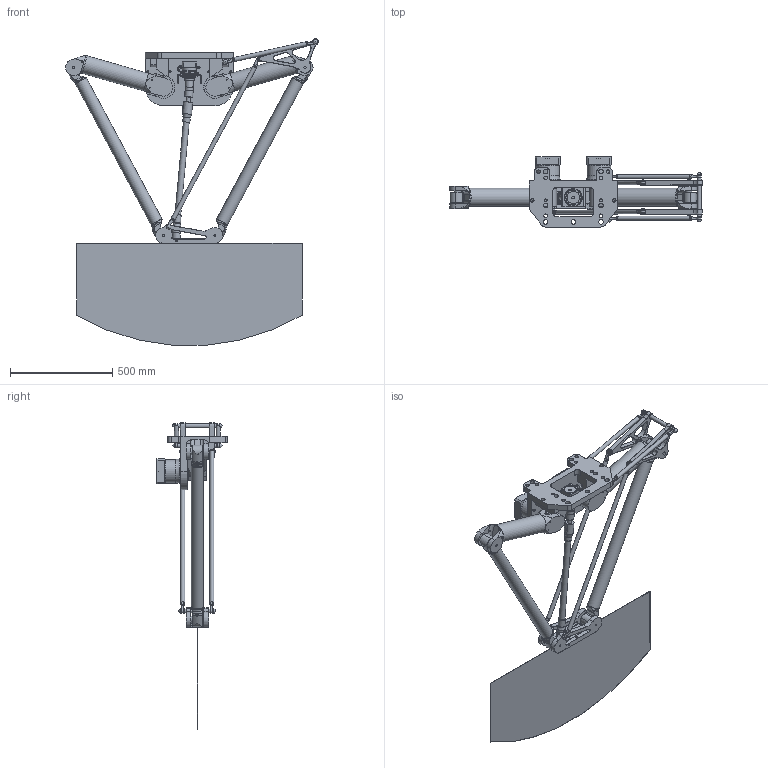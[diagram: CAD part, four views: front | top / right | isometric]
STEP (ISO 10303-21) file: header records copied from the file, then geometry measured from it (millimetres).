
FILE_DESCRIPTION(/* description */ (''),/* implementation_level */ '2;1');
FILE_NAME(/* name */ '3D-model_A_00908-T1.stp',/* time_stamp */ '2024-01-15T13:42:37+01:00',/* author */ ('michael.schutter'),/* organization */ ('Majatronic'),/* preprocessor_version */ 'ST-DEVELOPER v19.2',/* originating_system */ 'Autodesk Inventor 2023',/* authorisation */ '');
FILE_SCHEMA (('AUTOMOTIVE_DESIGN { 1 0 10303 214 3 1 1 }','PROCESS_PLANNING_SCHEMA'));
Products named in the file (17): A_00908_DUMMY; MT_BGR00020908; MT_WST00065198; MT_WST00055121MT_WST; MT_WST00066994MT_WST; MT_WST00068499MT_WST; MT_WST00066903MT_WST; MT_WST00068495MT_WST; MT_WST00061011MT_WST; MT_WST00061012MT_WST; MT_WST00061013MT_WST; MT_WST00063602MT_WST; MT_WST00061014MT_WST; MT_WST00061015MT_WST; MT_WST00068491MT_WST; MT_WST00068734MT_WST; MT_WST00010002
Assembly tree (20 placements, depth 3):
  A_00908_DUMMY
    MT_BGR00020908
      MT_WST00065198
      MT_WST00055121MT_WST  x2
      MT_WST00066994MT_WST
      MT_WST00068499MT_WST
    MT_WST00066903MT_WST
    MT_WST00068495MT_WST
    MT_WST00061013MT_WST  x2
    MT_WST00061011MT_WST
    MT_WST00061012MT_WST
    MT_WST00061014MT_WST  x2
    MT_WST00063602MT_WST
    MT_WST00061015MT_WST  x2
    MT_WST00068491MT_WST
    MT_WST00068734MT_WST
    MT_WST00010002
Bounding box: 1232.92 x 342 x 1495.44 mm (x, y, z)
Volume: 24862230.5 mm3; surface area: 3201529.5 mm2
Topology: 21 solids, 23 shells, 2282 faces, 5231 edges, 3339 vertices
Faces by surface type: plane 1087, cylinder 750, cone 311, torus 98, bspline 26, sphere 10
Full cylindrical faces by diameter (mm): 4 x16, 4.134 x38, 4.35 x8, 4.917 x18, 5 x32, 7 x16, 8 x3, 8.2 x24, 8.376 x6, 8.5 x32, 9.8 x1, 10 x37, 10.106 x1, 12 x5, 13 x24, 14 x2, 15 x5, 17.294 x8, 18 x16, 19.7 x1, 19.8 x8, 20 x27, 22 x7, 24 x2, 25 x2, 28 x1, 32 x8, 33 x1, 35 x1, 40 x8
Entity records: 59449 total; most frequent: CARTESIAN_POINT 14163, DIRECTION 9537, ORIENTED_EDGE 8580, EDGE_CURVE 4290, AXIS2_PLACEMENT_3D 3532, VERTEX_POINT 2787, LINE 2473, VECTOR 2473
